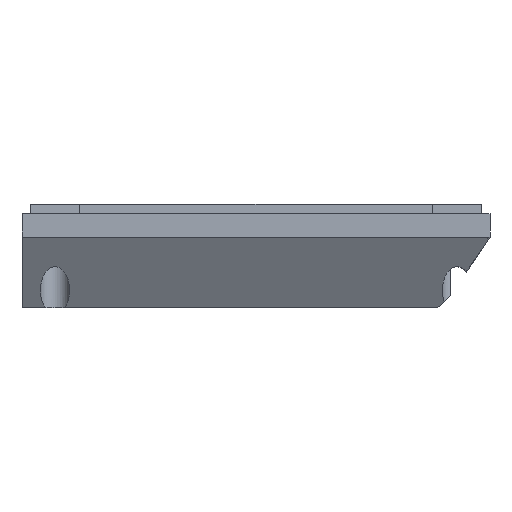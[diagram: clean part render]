
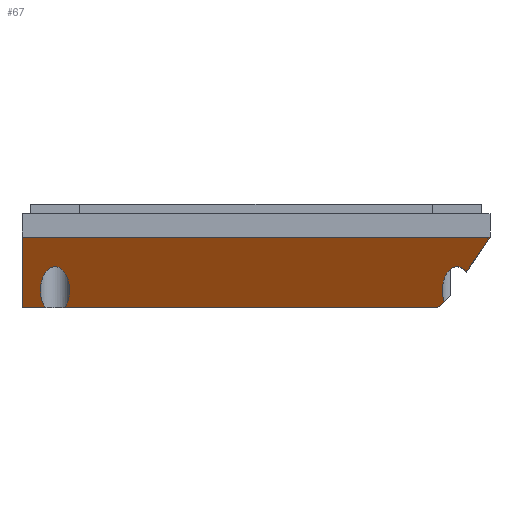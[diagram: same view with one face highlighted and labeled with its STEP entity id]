
A CAD part, left-side view. The second image highlights one B-rep face of the part: STEP entity #67.
In plain terms, the highlighted planar face has unit normal (-0.85, 0, -0.527).
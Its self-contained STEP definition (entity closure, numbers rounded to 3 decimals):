
#67=ADVANCED_FACE('',(#195),#2079,.T.);
#195=FACE_OUTER_BOUND('',#328,.T.);
#328=EDGE_LOOP('',(#588,#589,#590,#591,#592,#593,#594,#595));
#588=ORIENTED_EDGE('',*,*,#1227,.T.);
#589=ORIENTED_EDGE('',*,*,#1140,.T.);
#590=ORIENTED_EDGE('',*,*,#1427,.T.);
#591=ORIENTED_EDGE('',*,*,#1230,.T.);
#592=ORIENTED_EDGE('',*,*,#1219,.F.);
#593=ORIENTED_EDGE('',*,*,#1233,.T.);
#594=ORIENTED_EDGE('',*,*,#1224,.T.);
#595=ORIENTED_EDGE('',*,*,#1220,.F.);
#1140=EDGE_CURVE('',#1832,#1833,#1474,.T.);
#1219=EDGE_CURVE('',#1909,#1910,#1553,.T.);
#1220=EDGE_CURVE('',#1907,#1908,#1554,.T.);
#1224=EDGE_CURVE('',#1905,#1908,#1558,.T.);
#1227=EDGE_CURVE('',#1907,#1832,#1561,.T.);
#1230=EDGE_CURVE('',#1906,#1910,#1564,.T.);
#1233=EDGE_CURVE('',#1909,#1905,#1567,.T.);
#1427=EDGE_CURVE('',#1833,#1906,#1750,.T.);
#1474=B_SPLINE_CURVE_WITH_KNOTS('',1,(#2934,#2935),.UNSPECIFIED.,.F.,.F.,
(2,2),(-99.25,0.),.UNSPECIFIED.);
#1553=B_SPLINE_CURVE_WITH_KNOTS('',3,(#3171,#3172,#3173,#3174,#3175,#3176,
#3177,#3178,#3179,#3180,#3181,#3182,#3183,#3184,#3185,#3186,#3187,#3188,
#3189,#3190,#3191,#3192,#3193,#3194,#3195,#3196,#3197,#3198,#3199),
 .UNSPECIFIED.,.F.,.F.,(4,3,2,2,2,2,3,2,2,2,2,3,4),(0.,
4.597,8.128,9.959,10.846,11.351,
11.858,12.365,12.87,13.757,15.588,
19.118,23.715),.UNSPECIFIED.);
#1554=B_SPLINE_CURVE_WITH_KNOTS('',3,(#3200,#3201,#3202,#3203,#3204,#3205,
#3206,#3207,#3208,#3209,#3210,#3211,#3212,#3213,#3214,#3215,#3216,#3217,
#3218,#3219,#3220,#3221,#3222,#3223),.UNSPECIFIED.,.F.,.F.,(4,2,2,2,3,2,
2,2,2,3,4),(9.358,9.96,10.904,11.381,
11.858,12.336,12.813,13.757,15.589,
19.119,22.007),.UNSPECIFIED.);
#1558=B_SPLINE_CURVE_WITH_KNOTS('',3,(#3232,#3233,#3234,#3235),
 .UNSPECIFIED.,.F.,.F.,(4,4),(0.,2.029),.UNSPECIFIED.);
#1561=B_SPLINE_CURVE_WITH_KNOTS('',1,(#3244,#3245),.UNSPECIFIED.,.F.,.F.,
(2,2),(6.686,16.767),.UNSPECIFIED.);
#1564=B_SPLINE_CURVE_WITH_KNOTS('',1,(#3250,#3251),.UNSPECIFIED.,.F.,.F.,
(2,2),(-63.138,-59.612),.UNSPECIFIED.);
#1567=B_SPLINE_CURVE_WITH_KNOTS('',1,(#3256,#3257),.UNSPECIFIED.,.F.,.F.,
(2,2),(-56.644,0.),.UNSPECIFIED.);
#1750=B_SPLINE_CURVE_WITH_KNOTS('',1,(#3661,#3662),.UNSPECIFIED.,.F.,.F.,
(2,2),(-84.051,-66.4),.UNSPECIFIED.);
#1832=VERTEX_POINT('',#2703);
#1833=VERTEX_POINT('',#2704);
#1905=VERTEX_POINT('',#2776);
#1906=VERTEX_POINT('',#2777);
#1907=VERTEX_POINT('',#2778);
#1908=VERTEX_POINT('',#2779);
#1909=VERTEX_POINT('',#2780);
#1910=VERTEX_POINT('',#2781);
#2079=PLANE('',#2297);
#2297=AXIS2_PLACEMENT_3D('',#2591,#2438,$);
#2438=DIRECTION('',(-0.85,0.,-0.527));
#2591=CARTESIAN_POINT('',(-37.991,-52.069,38.507));
#2703=CARTESIAN_POINT('',(-37.991,-52.069,38.507));
#2704=CARTESIAN_POINT('',(-37.991,47.181,38.507));
#2776=CARTESIAN_POINT('',(-28.687,-41.034,23.506));
#2777=CARTESIAN_POINT('',(-28.687,47.181,23.507));
#2778=CARTESIAN_POINT('',(-33.389,-47.034,31.085));
#2779=CARTESIAN_POINT('',(-29.502,-42.351,24.82));
#2780=CARTESIAN_POINT('',(-28.687,38.108,23.507));
#2781=CARTESIAN_POINT('',(-28.687,42.254,23.507));
#2934=CARTESIAN_POINT('',(-37.991,-52.069,38.507));
#2935=CARTESIAN_POINT('',(-37.991,47.181,38.507));
#3171=CARTESIAN_POINT('',(-28.687,38.108,23.507));
#3172=CARTESIAN_POINT('',(-29.352,37.368,24.579));
#3173=CARTESIAN_POINT('',(-30.235,37.081,26.002));
#3174=CARTESIAN_POINT('',(-30.991,37.081,27.222));
#3175=CARTESIAN_POINT('',(-31.595,37.081,28.195));
#3176=CARTESIAN_POINT('',(-32.242,37.259,29.238));
#3177=CARTESIAN_POINT('',(-33.103,37.882,30.626));
#3178=CARTESIAN_POINT('',(-33.402,38.178,31.109));
#3179=CARTESIAN_POINT('',(-33.758,38.764,31.682));
#3180=CARTESIAN_POINT('',(-33.864,38.985,31.852));
#3181=CARTESIAN_POINT('',(-33.989,39.378,32.055));
#3182=CARTESIAN_POINT('',(-34.026,39.529,32.115));
#3183=CARTESIAN_POINT('',(-34.078,39.849,32.198));
#3184=CARTESIAN_POINT('',(-34.091,40.013,32.22));
#3185=CARTESIAN_POINT('',(-34.091,40.181,32.22));
#3186=CARTESIAN_POINT('',(-34.091,40.348,32.22));
#3187=CARTESIAN_POINT('',(-34.078,40.513,32.198));
#3188=CARTESIAN_POINT('',(-34.026,40.833,32.115));
#3189=CARTESIAN_POINT('',(-33.989,40.984,32.055));
#3190=CARTESIAN_POINT('',(-33.864,41.377,31.852));
#3191=CARTESIAN_POINT('',(-33.758,41.598,31.682));
#3192=CARTESIAN_POINT('',(-33.402,42.184,31.109));
#3193=CARTESIAN_POINT('',(-33.103,42.48,30.626));
#3194=CARTESIAN_POINT('',(-32.242,43.103,29.238));
#3195=CARTESIAN_POINT('',(-31.595,43.281,28.195));
#3196=CARTESIAN_POINT('',(-30.991,43.281,27.222));
#3197=CARTESIAN_POINT('',(-30.235,43.281,26.002));
#3198=CARTESIAN_POINT('',(-29.352,42.994,24.579));
#3199=CARTESIAN_POINT('',(-28.687,42.254,23.507));
#3200=CARTESIAN_POINT('',(-33.389,-47.034,31.085));
#3201=CARTESIAN_POINT('',(-33.478,-46.926,31.23));
#3202=CARTESIAN_POINT('',(-33.563,-46.807,31.367));
#3203=CARTESIAN_POINT('',(-33.765,-46.474,31.693));
#3204=CARTESIAN_POINT('',(-33.877,-46.236,31.874));
#3205=CARTESIAN_POINT('',(-34.,-45.83,32.072));
#3206=CARTESIAN_POINT('',(-34.034,-45.685,32.126));
#3207=CARTESIAN_POINT('',(-34.08,-45.382,32.2));
#3208=CARTESIAN_POINT('',(-34.092,-45.227,32.219));
#3209=CARTESIAN_POINT('',(-34.092,-45.069,32.219));
#3210=CARTESIAN_POINT('',(-34.092,-44.911,32.219));
#3211=CARTESIAN_POINT('',(-34.08,-44.756,32.2));
#3212=CARTESIAN_POINT('',(-34.034,-44.453,32.126));
#3213=CARTESIAN_POINT('',(-34.,-44.309,32.072));
#3214=CARTESIAN_POINT('',(-33.877,-43.902,31.874));
#3215=CARTESIAN_POINT('',(-33.765,-43.664,31.693));
#3216=CARTESIAN_POINT('',(-33.403,-43.066,31.108));
#3217=CARTESIAN_POINT('',(-33.103,-42.771,30.625));
#3218=CARTESIAN_POINT('',(-32.242,-42.148,29.237));
#3219=CARTESIAN_POINT('',(-31.595,-41.969,28.195));
#3220=CARTESIAN_POINT('',(-30.991,-41.969,27.222));
#3221=CARTESIAN_POINT('',(-30.516,-41.969,26.456));
#3222=CARTESIAN_POINT('',(-29.991,-42.083,25.609));
#3223=CARTESIAN_POINT('',(-29.502,-42.351,24.82));
#3232=CARTESIAN_POINT('',(-28.687,-41.034,23.506));
#3233=CARTESIAN_POINT('',(-28.958,-41.473,23.945));
#3234=CARTESIAN_POINT('',(-29.23,-41.912,24.383));
#3235=CARTESIAN_POINT('',(-29.502,-42.351,24.82));
#3244=CARTESIAN_POINT('',(-33.389,-47.034,31.085));
#3245=CARTESIAN_POINT('',(-37.991,-52.069,38.507));
#3250=CARTESIAN_POINT('',(-28.687,47.181,23.507));
#3251=CARTESIAN_POINT('',(-28.687,42.254,23.507));
#3256=CARTESIAN_POINT('',(-28.687,38.108,23.507));
#3257=CARTESIAN_POINT('',(-28.687,-41.034,23.506));
#3661=CARTESIAN_POINT('',(-37.991,47.181,38.507));
#3662=CARTESIAN_POINT('',(-28.687,47.181,23.507));
